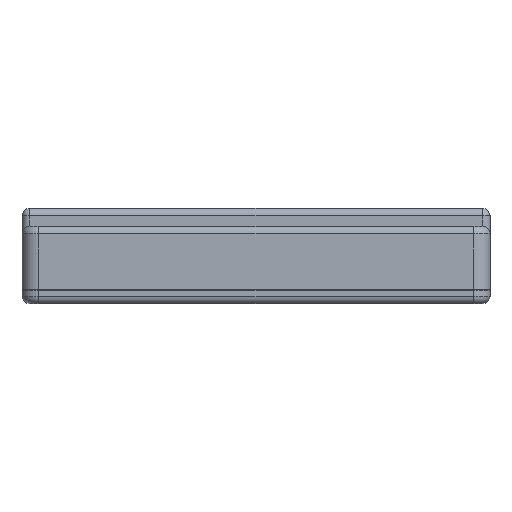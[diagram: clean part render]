
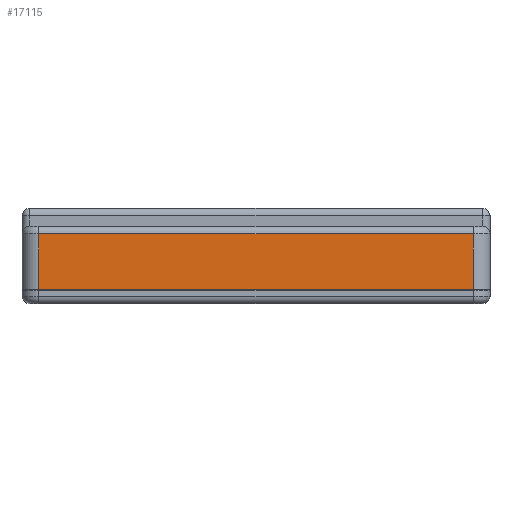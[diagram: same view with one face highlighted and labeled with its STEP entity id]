
A CAD part, left-side view. The second image highlights one B-rep face of the part: STEP entity #17115.
In plain terms, the highlighted planar face has unit normal (-1, 0, 0).
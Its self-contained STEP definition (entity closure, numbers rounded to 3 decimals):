
#2060=FACE_OUTER_BOUND('',#3222,.T.);
#3222=EDGE_LOOP('',(#14969,#14970,#14971,#14972));
#4787=LINE('',#27950,#6571);
#4789=LINE('',#27957,#6573);
#4790=LINE('',#27959,#6574);
#4791=LINE('',#27960,#6575);
#6571=VECTOR('',#22430,10.);
#6573=VECTOR('',#22440,10.);
#6574=VECTOR('',#22441,10.);
#6575=VECTOR('',#22442,10.);
#8294=VERTEX_POINT('',#27942);
#8296=VERTEX_POINT('',#27948);
#8297=VERTEX_POINT('',#27956);
#8298=VERTEX_POINT('',#27958);
#10573=EDGE_CURVE('',#8296,#8294,#4787,.T.);
#10577=EDGE_CURVE('',#8297,#8296,#4789,.T.);
#10578=EDGE_CURVE('',#8298,#8297,#4790,.F.);
#10579=EDGE_CURVE('',#8294,#8298,#4791,.T.);
#14969=ORIENTED_EDGE('',*,*,#10573,.F.);
#14970=ORIENTED_EDGE('',*,*,#10577,.F.);
#14971=ORIENTED_EDGE('',*,*,#10578,.F.);
#14972=ORIENTED_EDGE('',*,*,#10579,.F.);
#16292=PLANE('',#18512);
#17115=ADVANCED_FACE('',(#2060),#16292,.T.);
#18512=AXIS2_PLACEMENT_3D('',#27955,#22438,#22439);
#22430=DIRECTION('',(0.,-1.,0.));
#22438=DIRECTION('center_axis',(-1.,0.,0.));
#22439=DIRECTION('ref_axis',(0.,-1.,0.));
#22440=DIRECTION('',(0.,0.,1.));
#22441=DIRECTION('',(0.,-1.,0.));
#22442=DIRECTION('',(0.,0.,-1.));
#27942=CARTESIAN_POINT('',(67.515,-83.275,10.8));
#27948=CARTESIAN_POINT('',(67.515,-25.325,10.8));
#27950=CARTESIAN_POINT('',(67.515,-40.563,10.8));
#27955=CARTESIAN_POINT('Origin',(67.515,-26.825,7.4));
#27956=CARTESIAN_POINT('',(67.515,-25.325,3.4));
#27957=CARTESIAN_POINT('',(67.515,-25.325,7.4));
#27958=CARTESIAN_POINT('',(67.515,-83.275,3.4));
#27959=CARTESIAN_POINT('',(67.515,-40.563,3.4));
#27960=CARTESIAN_POINT('',(67.515,-83.275,7.4));
